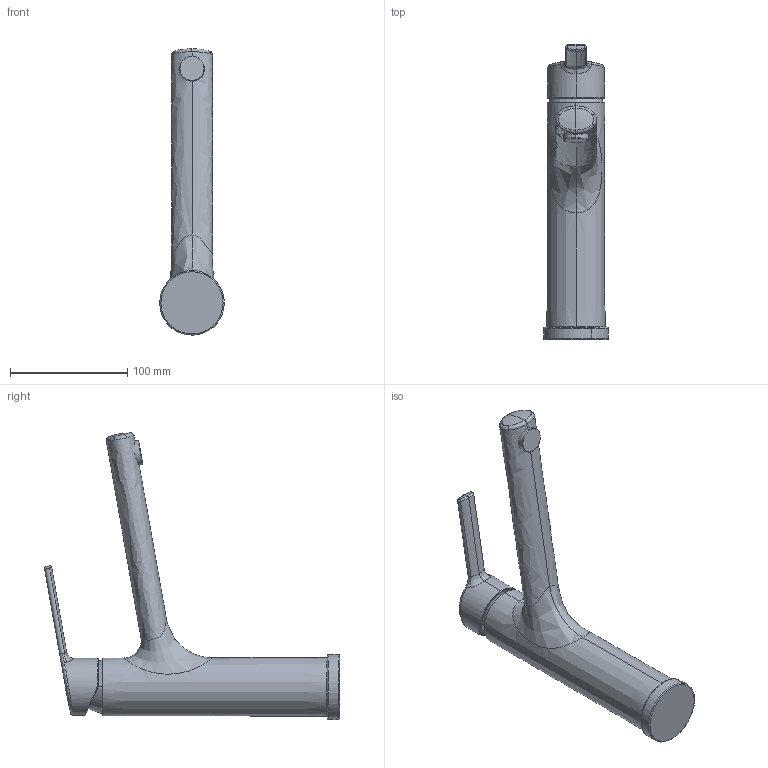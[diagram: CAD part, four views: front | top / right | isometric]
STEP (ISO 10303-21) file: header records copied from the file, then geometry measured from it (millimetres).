
FILE_DESCRIPTION (( 'STEP AP203' ), '1' );
FILE_NAME ('55392273.STEP', '2018-05-09T10:10:38', ( '' ), ( '' ), 'SwSTEP 2.0', 'SolidWorks 2016', '' );
FILE_SCHEMA (( 'CONFIG_CONTROL_DESIGN' ));
Length unit declared in the file: millimetre
Products named in the file (1): 55392273
Bounding box: 54.98 x 251.26 x 243.79 mm (x, y, z)
Volume: 606041.8 mm3; surface area: 74874.5 mm2
Topology: 5 solids, 5 shells, 81 faces, 188 edges, 114 vertices
Faces by surface type: bspline 49, cylinder 12, plane 11, torus 7, cone 2
Entity records: 7114 total; most frequent: CARTESIAN_POINT 5593, ORIENTED_EDGE 368, EDGE_CURVE 184, DIRECTION 168, B_SPLINE_CURVE_WITH_KNOTS 121, VERTEX_POINT 114, EDGE_LOOP 82, ADVANCED_FACE 81
